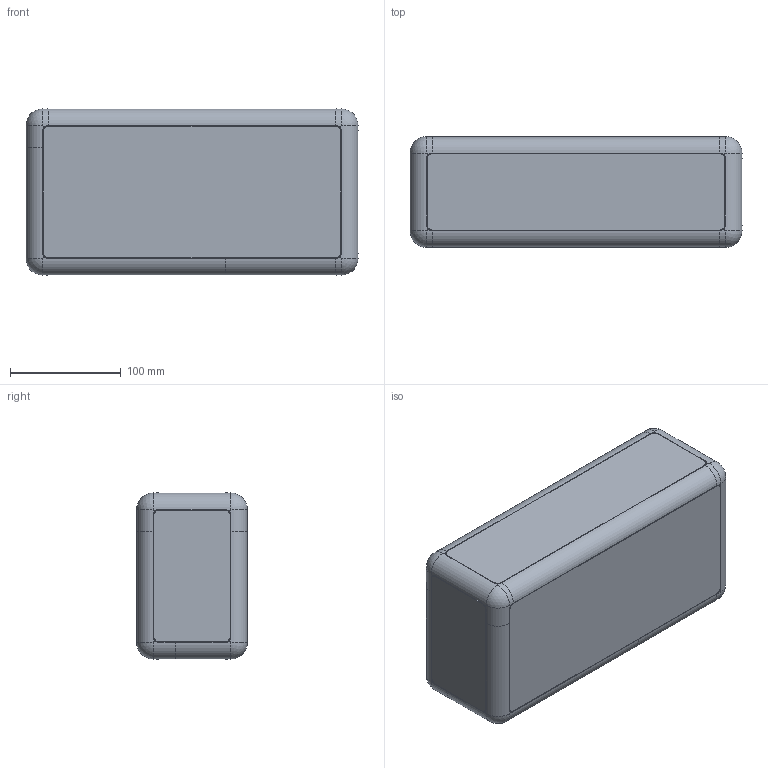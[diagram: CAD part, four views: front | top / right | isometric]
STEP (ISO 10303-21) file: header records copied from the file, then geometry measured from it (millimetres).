
FILE_DESCRIPTION(/* description */ (''),/* implementation_level */ '2;1');
FILE_NAME(/* name */ 'BoxFrame v11.step',/* time_stamp */ '2018-09-24T12:34:36-04:00',/* author */ ('john.sullivan2'),/* organization */ (''),/* preprocessor_version */ 'ST-DEVELOPER v17.2',/* originating_system */ 'Autodesk Translation Framework v7.6.0.251',/* authorisation */ '');
FILE_SCHEMA (('AUTOMOTIVE_DESIGN { 1 0 10303 214 3 1 1 }'));
Length unit declared in the file: millimetre
Products named in the file (4): BoxFrame; BoxFrame_1; Panels; test print
Assembly tree (3 placements, depth 2):
  BoxFrame
    BoxFrame_1
    Panels
    test print
Bounding box: 300 x 100 x 150 mm (x, y, z)
Volume: 966409.7 mm3; surface area: 396243.4 mm2
Topology: 14 solids, 14 shells, 433 faces, 1279 edges, 874 vertices
Faces by surface type: plane 274, cylinder 151, sphere 8
Full cylindrical faces by diameter (mm): 2.4 x32
Entity records: 14991 total; most frequent: CARTESIAN_POINT 2833, ORIENTED_EDGE 2558, DIRECTION 2477, EDGE_CURVE 1279, VERTEX_POINT 874, LINE 865, VECTOR 865, AXIS2_PLACEMENT_3D 806
